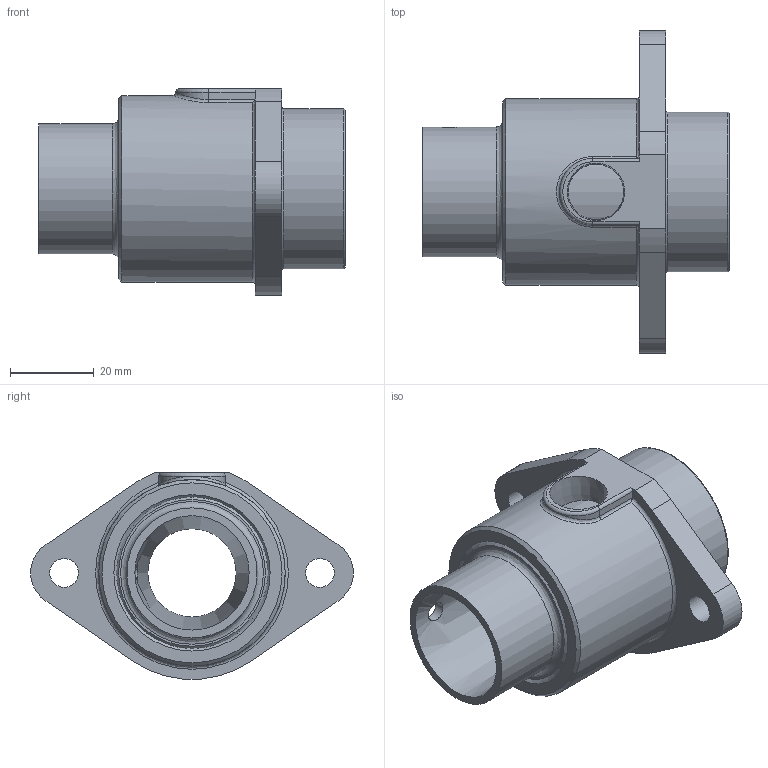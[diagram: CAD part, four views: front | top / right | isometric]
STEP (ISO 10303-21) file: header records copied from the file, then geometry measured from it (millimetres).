
FILE_DESCRIPTION((''),'2;1');
FILE_NAME('120021-3D.stp','2010-04-15T12:29:14',('Dan Preston'),(''),'Autodesk Inventor 2010','Autodesk Inventor 2010','');
FILE_SCHEMA(('AUTOMOTIVE_DESIGN { 1 0 10303 214 1 1 1 1 }'));
Length unit declared in the file: inch
Products named in the file (3): Assembly1; Part2; Part4
Assembly tree (2 placements, depth 2):
  Assembly1
    Part2
    Part4
Bounding box: 73.03 x 76.96 x 49.12 mm (x, y, z)
Volume: 58417.5 mm3; surface area: 27138.6 mm2
Topology: 2 solids, 2 shells, 50 faces, 121 edges, 78 vertices
Faces by surface type: cylinder 20, plane 17, cone 7, bspline 4, torus 2
Full cylindrical faces by diameter (mm): 4.763 x1, 6.858 x2, 30.988 x1, 34.773 x1, 34.925 x1, 35.75 x1, 36.513 x1, 38.1 x1, 44.45 x1
Entity records: 1742 total; most frequent: CARTESIAN_POINT 591, DIRECTION 233, ORIENTED_EDGE 182, AXIS2_PLACEMENT_3D 100, EDGE_CURVE 91, EDGE_LOOP 87, VERTEX_POINT 70, FACE_OUTER_BOUND 50
